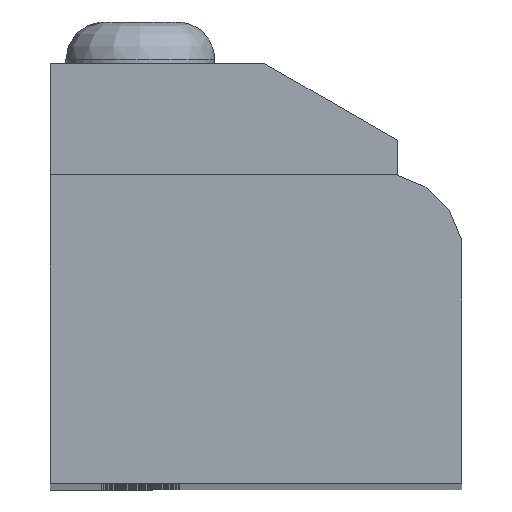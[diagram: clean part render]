
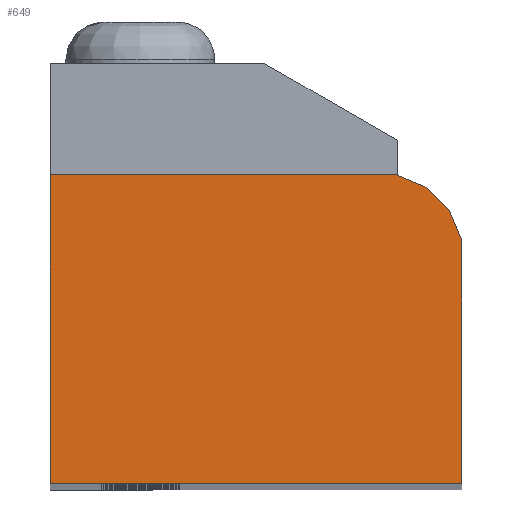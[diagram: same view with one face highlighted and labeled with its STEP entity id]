
A CAD part, top view. The second image highlights one B-rep face of the part: STEP entity #649.
In plain terms, the highlighted planar face has unit normal (0, 0, 1).
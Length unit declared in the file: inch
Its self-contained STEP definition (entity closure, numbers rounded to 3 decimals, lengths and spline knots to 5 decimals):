
#369=CARTESIAN_POINT('',(0.0,0.0,9.0));
#370=VERTEX_POINT('',#369);
#371=CARTESIAN_POINT('',(0.,0.75,9.0));
#372=VERTEX_POINT('',#371);
#373=CARTESIAN_POINT('',(0.0,0.0,9.0));
#374=DIRECTION('',(0.0,1.0,0.0));
#375=VECTOR('',#374,0.75);
#376=LINE('',#373,#375);
#377=EDGE_CURVE('',#370,#372,#376,.T.);
#412=CARTESIAN_POINT('',(0.84044,0.75,9.0));
#413=VERTEX_POINT('',#412);
#414=CARTESIAN_POINT('',(0.,0.75,9.0));
#415=DIRECTION('',(1.0,0.0,0.0));
#416=VECTOR('',#415,0.84044);
#417=LINE('',#414,#416);
#418=EDGE_CURVE('',#372,#413,#417,.T.);
#461=CARTESIAN_POINT('',(0.91282,0.72002,9.0));
#462=VERTEX_POINT('',#461);
#463=CARTESIAN_POINT('',(0.84044,0.75,9.0));
#464=DIRECTION('',(0.924,-0.383,0.0));
#465=VECTOR('',#464,0.07834);
#466=LINE('',#463,#465);
#467=EDGE_CURVE('',#413,#462,#466,.T.);
#492=CARTESIAN_POINT('',(0.96939,0.66345,9.0));
#493=VERTEX_POINT('',#492);
#494=CARTESIAN_POINT('',(0.91282,0.72002,9.0));
#495=DIRECTION('',(0.707,-0.707,0.0));
#496=VECTOR('',#495,0.08);
#497=LINE('',#494,#496);
#498=EDGE_CURVE('',#462,#493,#497,.T.);
#523=CARTESIAN_POINT('',(1.0,0.58954,9.0));
#524=VERTEX_POINT('',#523);
#525=CARTESIAN_POINT('',(0.96939,0.66345,9.0));
#526=DIRECTION('',(0.383,-0.924,0.0));
#527=VECTOR('',#526,0.08);
#528=LINE('',#525,#527);
#529=EDGE_CURVE('',#493,#524,#528,.T.);
#554=CARTESIAN_POINT('',(1.0,0.,9.0));
#555=VERTEX_POINT('',#554);
#556=CARTESIAN_POINT('',(1.0,0.58954,9.0));
#557=DIRECTION('',(0.0,-1.0,0.0));
#558=VECTOR('',#557,0.58954);
#559=LINE('',#556,#558);
#560=EDGE_CURVE('',#524,#555,#559,.T.);
#585=CARTESIAN_POINT('',(1.0,0.,9.0));
#586=DIRECTION('',(-1.0,0.0,0.0));
#587=VECTOR('',#586,1.0);
#588=LINE('',#585,#587);
#589=EDGE_CURVE('',#555,#370,#588,.T.);
#635=CARTESIAN_POINT('',(0.48721,0.36521,9.0));
#636=DIRECTION('',(0.0,0.0,1.0));
#637=DIRECTION('',(1.0,0.0,0.0));
#638=AXIS2_PLACEMENT_3D('',#635,#636,#637);
#639=PLANE('',#638);
#640=ORIENTED_EDGE('',*,*,#377,.F.);
#641=ORIENTED_EDGE('',*,*,#589,.F.);
#642=ORIENTED_EDGE('',*,*,#560,.F.);
#643=ORIENTED_EDGE('',*,*,#529,.F.);
#644=ORIENTED_EDGE('',*,*,#498,.F.);
#645=ORIENTED_EDGE('',*,*,#467,.F.);
#646=ORIENTED_EDGE('',*,*,#418,.F.);
#647=EDGE_LOOP('',(#640,#641,#642,#643,#644,#645,#646));
#648=FACE_OUTER_BOUND('',#647,.T.);
#649=ADVANCED_FACE('',(#648),#639,.T.);
